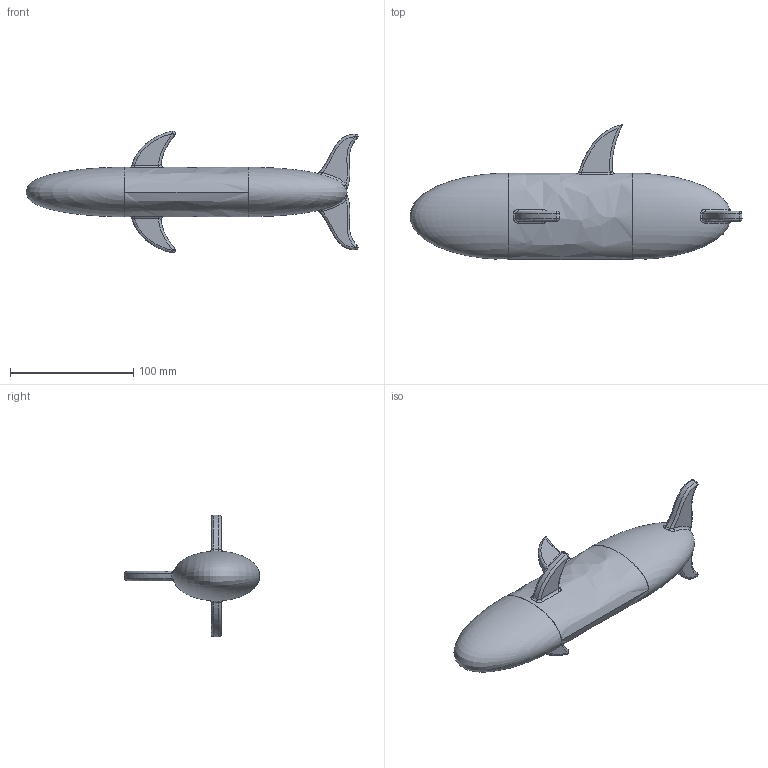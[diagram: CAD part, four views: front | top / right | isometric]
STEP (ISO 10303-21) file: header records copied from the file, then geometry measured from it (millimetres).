
FILE_DESCRIPTION (( 'STEP AP214' ), '1' );
FILE_NAME ('Submarine_Test.STEP', '2025-07-01T09:19:45', ( '' ), ( '' ), 'SwSTEP 2.0', 'SolidWorks 2025', '' );
FILE_SCHEMA (( 'AUTOMOTIVE_DESIGN' ));
Length unit declared in the file: millimetre
Products named in the file (1): Submarine_Test
Bounding box: 268.84 x 109.41 x 98.75 mm (x, y, z)
Volume: 205284 mm3; surface area: 81153.3 mm2
Topology: 1 solids, 2 shells, 114 faces, 257 edges, 135 vertices
Faces by surface type: bspline 72, plane 18, sphere 12, cylinder 12
Entity records: 23723 total; most frequent: CARTESIAN_POINT 21823, ORIENTED_EDGE 470, DIRECTION 264, EDGE_CURVE 235, VERTEX_POINT 129, B_SPLINE_CURVE_WITH_KNOTS 120, EDGE_LOOP 118, AXIS2_PLACEMENT_3D 118
